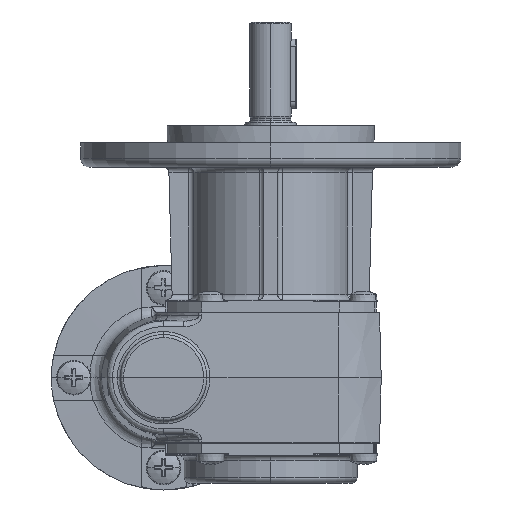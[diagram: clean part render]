
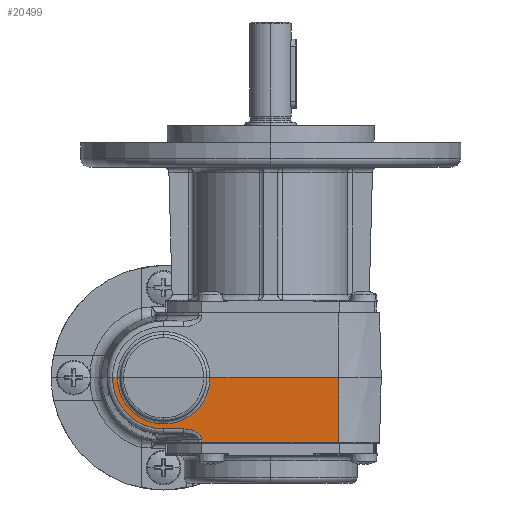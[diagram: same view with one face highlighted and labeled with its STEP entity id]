
A CAD part, left-side view. The second image highlights one B-rep face of the part: STEP entity #20499.
In plain terms, the highlighted planar face has unit normal (-1, 0, -0.026).
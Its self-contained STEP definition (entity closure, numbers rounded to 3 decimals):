
#1266 = EDGE_LOOP ( 'NONE', ( #14435, #14436, #20021, #14437, #14438, #14439, #14440, #20028, #14441, #14442 ) ) ;
#4166 = LINE ( 'NONE', #25897, #4168 ) ;
#4168 = VECTOR ( 'NONE', #25899, 1000. ) ;
#4600 = CARTESIAN_POINT ( 'NONE',  ( -32.5, 14.771, 0. ) ) ;
#4606 = CARTESIAN_POINT ( 'NONE',  ( -32.5, -50.691, 0. ) ) ;
#4992 = CARTESIAN_POINT ( 'NONE',  ( -32.112, 0., -14.824 ) ) ;
#4994 = CARTESIAN_POINT ( 'NONE',  ( -32.03, -11.026, -17.957 ) ) ;
#5000 = CARTESIAN_POINT ( 'NONE',  ( -32.112, -5.86, -14.824 ) ) ;
#5067 = CARTESIAN_POINT ( 'NONE',  ( -32.008, -10.992, -18.805 ) ) ;
#7359 = DIRECTION ( 'NONE',  ( 0., -1., 0. ) ) ;
#7364 = CARTESIAN_POINT ( 'NONE',  ( -32.5, -11.309, 0. ) ) ;
#7369 = CARTESIAN_POINT ( 'NONE',  ( -32.273, 14.802, -8.677 ) ) ;
#7370 = CARTESIAN_POINT ( 'NONE',  ( -32.112, -5.86, -14.824 ) ) ;
#7400 = CARTESIAN_POINT ( 'NONE',  ( -32.112, -6.415, -14.824 ) ) ;
#7401 = CARTESIAN_POINT ( 'NONE',  ( -32.5, 14.771, 0. ) ) ;
#7403 = CARTESIAN_POINT ( 'NONE',  ( -32.112, 8.677, -14.824 ) ) ;
#7404 = CARTESIAN_POINT ( 'NONE',  ( -32.112, 0., -14.824 ) ) ;
#7407 = CARTESIAN_POINT ( 'NONE',  ( -32.11, -6.959, -14.88 ) ) ;
#7408 = CARTESIAN_POINT ( 'NONE',  ( -32.106, -7.762, -15.048 ) ) ;
#7409 = CARTESIAN_POINT ( 'NONE',  ( -32.104, -8.027, -15.118 ) ) ;
#7410 = CARTESIAN_POINT ( 'NONE',  ( -32.1, -8.552, -15.29 ) ) ;
#7411 = CARTESIAN_POINT ( 'NONE',  ( -32.097, -8.811, -15.392 ) ) ;
#7412 = CARTESIAN_POINT ( 'NONE',  ( -32.091, -9.309, -15.629 ) ) ;
#7413 = CARTESIAN_POINT ( 'NONE',  ( -32.087, -9.55, -15.764 ) ) ;
#7414 = CARTESIAN_POINT ( 'NONE',  ( -32.079, -10.008, -16.08 ) ) ;
#7415 = CARTESIAN_POINT ( 'NONE',  ( -32.074, -10.22, -16.257 ) ) ;
#7416 = CARTESIAN_POINT ( 'NONE',  ( -32.066, -10.501, -16.562 ) ) ;
#7417 = CARTESIAN_POINT ( 'NONE',  ( -32.063, -10.59, -16.671 ) ) ;
#7418 = CARTESIAN_POINT ( 'NONE',  ( -32.057, -10.745, -16.9 ) ) ;
#7419 = CARTESIAN_POINT ( 'NONE',  ( -32.054, -10.813, -17.021 ) ) ;
#7420 = CARTESIAN_POINT ( 'NONE',  ( -32.048, -10.924, -17.275 ) ) ;
#7421 = CARTESIAN_POINT ( 'NONE',  ( -32.044, -10.967, -17.409 ) ) ;
#7422 = CARTESIAN_POINT ( 'NONE',  ( -32.037, -11.021, -17.679 ) ) ;
#7423 = CARTESIAN_POINT ( 'NONE',  ( -32.033, -11.032, -17.816 ) ) ;
#7424 = CARTESIAN_POINT ( 'NONE',  ( -32.03, -11.026, -17.957 ) ) ;
#7568 = DIRECTION ( 'NONE',  ( 0., -1., 0. ) ) ;
#7573 = CARTESIAN_POINT ( 'NONE',  ( -32.5, -11.309, 0. ) ) ;
#7636 = DIRECTION ( 'NONE',  ( 0., -1., 0. ) ) ;
#7641 = CARTESIAN_POINT ( 'NONE',  ( -32.112, -7.83, -14.824 ) ) ;
#9083 = CARTESIAN_POINT ( 'NONE',  ( -32.5, 13.4, 0. ) ) ;
#9094 = CARTESIAN_POINT ( 'NONE',  ( -32.15, 0., -13.376 ) ) ;
#9095 = CARTESIAN_POINT ( 'NONE',  ( -32.5, -13.4, 0. ) ) ;
#10667 = VERTEX_POINT ( 'NONE', #9083 ) ;
#10673 = VERTEX_POINT ( 'NONE', #9094 ) ;
#10675 = VERTEX_POINT ( 'NONE', #9095 ) ;
#10794 = AXIS2_PLACEMENT_3D ( 'NONE', #27239, #27274, #27275 ) ;
#14156 = CARTESIAN_POINT ( 'NONE',  ( -32.008, -50.553, -18.805 ) ) ;
#14435 = ORIENTED_EDGE ( 'NONE', *, *, #18052, .T. ) ;
#14436 = ORIENTED_EDGE ( 'NONE', *, *, #18050, .T. ) ;
#14437 = ORIENTED_EDGE ( 'NONE', *, *, #18927, .F. ) ;
#14438 = ORIENTED_EDGE ( 'NONE', *, *, #19005, .T. ) ;
#14439 = ORIENTED_EDGE ( 'NONE', *, *, #19052, .T. ) ;
#14440 = ORIENTED_EDGE ( 'NONE', *, *, #18955, .F. ) ;
#14441 = ORIENTED_EDGE ( 'NONE', *, *, #18964, .T. ) ;
#14442 = ORIENTED_EDGE ( 'NONE', *, *, #18931, .T. ) ;
#15882 =( BOUNDED_CURVE ( )  B_SPLINE_CURVE ( 3, ( #7401, #7369, #7403, #7404 ),
 .UNSPECIFIED., .F., .F. ) 
 B_SPLINE_CURVE_WITH_KNOTS ( ( 4, 4 ),
 ( 4.709, 6.283 ),
 .UNSPECIFIED. ) 
 CURVE ( )  GEOMETRIC_REPRESENTATION_ITEM ( )  RATIONAL_B_SPLINE_CURVE ( ( 1., 0.804, 0.804, 1. ) ) 
 REPRESENTATION_ITEM ( '' )  );
#15883 = B_SPLINE_CURVE_WITH_KNOTS ( 'NONE', 3,
 ( #7370, #7400, #7407, #7408, #7409, #7410, #7411, #7412, #7413, #7414, #7415, #7416, #7417, #7418, #7419, #7420, #7421, #7422, #7423, #7424 ),
 .UNSPECIFIED., .F., .F.,
 ( 4, 2, 2, 2, 2, 2, 2, 2, 2, 4 ),
 ( 0., 0.002, 0.002, 0.003, 0.004, 0.005, 0.005, 0.006, 0.006, 0.007 ),
 .UNSPECIFIED. ) ;
#15915 =( BOUNDED_CURVE ( )  B_SPLINE_CURVE ( 3, ( #18534, #18535, #18539, #18540 ),
 .UNSPECIFIED., .F., .T. ) 
 B_SPLINE_CURVE_WITH_KNOTS ( ( 4, 4 ),
 ( 4.714, 6.283 ),
 .UNSPECIFIED. ) 
 CURVE ( )  GEOMETRIC_REPRESENTATION_ITEM ( )  RATIONAL_B_SPLINE_CURVE ( ( 1., 0.805, 0.805, 1. ) ) 
 REPRESENTATION_ITEM ( '' )  );
#15931 =( BOUNDED_CURVE ( )  B_SPLINE_CURVE ( 3, ( #18697, #18698, #18703, #18704 ),
 .UNSPECIFIED., .F., .F. ) 
 B_SPLINE_CURVE_WITH_KNOTS ( ( 4, 4 ),
 ( 0., 1.569 ),
 .UNSPECIFIED. ) 
 CURVE ( )  GEOMETRIC_REPRESENTATION_ITEM ( )  RATIONAL_B_SPLINE_CURVE ( ( 1., 0.805, 0.805, 1. ) ) 
 REPRESENTATION_ITEM ( '' )  );
#18047 = EDGE_CURVE ( 'NONE', #23388, #23304, #26360, .T. ) ;
#18050 = EDGE_CURVE ( 'NONE', #23694, #23304, #4166, .T. ) ;
#18052 = EDGE_CURVE ( 'NONE', #23650, #23694, #26362, .T. ) ;
#18534 = CARTESIAN_POINT ( 'NONE',  ( -32.5, -13.4, 0. ) ) ;
#18535 = CARTESIAN_POINT ( 'NONE',  ( -32.295, -13.386, -7.839 ) ) ;
#18539 = CARTESIAN_POINT ( 'NONE',  ( -32.15, -7.839, -13.376 ) ) ;
#18540 = CARTESIAN_POINT ( 'NONE',  ( -32.15, 0., -13.376 ) ) ;
#18697 = CARTESIAN_POINT ( 'NONE',  ( -32.15, 0., -13.376 ) ) ;
#18698 = CARTESIAN_POINT ( 'NONE',  ( -32.15, 7.839, -13.376 ) ) ;
#18703 = CARTESIAN_POINT ( 'NONE',  ( -32.295, 13.386, -7.839 ) ) ;
#18704 = CARTESIAN_POINT ( 'NONE',  ( -32.5, 13.4, 0. ) ) ;
#18927 = EDGE_CURVE ( 'NONE', #10675, #23388, #28519, .T. ) ;
#18930 = EDGE_CURVE ( 'NONE', #23385, #23649, #15882, .T. ) ;
#18931 = EDGE_CURVE ( 'NONE', #23653, #23650, #15883, .T. ) ;
#18955 = EDGE_CURVE ( 'NONE', #23385, #10667, #28526, .T. ) ;
#18964 = EDGE_CURVE ( 'NONE', #23649, #23653, #28530, .T. ) ;
#19005 = EDGE_CURVE ( 'NONE', #10675, #10673, #15915, .T. ) ;
#19052 = EDGE_CURVE ( 'NONE', #10673, #10667, #15931, .T. ) ;
#20021 = ORIENTED_EDGE ( 'NONE', *, *, #18047, .F. ) ;
#20028 = ORIENTED_EDGE ( 'NONE', *, *, #18930, .T. ) ;
#20499 = ADVANCED_FACE ( 'NONE', ( #28921 ), #27243, .T. ) ;
#23304 = VERTEX_POINT ( 'NONE', #14156 ) ;
#23385 = VERTEX_POINT ( 'NONE', #4600 ) ;
#23388 = VERTEX_POINT ( 'NONE', #4606 ) ;
#23649 = VERTEX_POINT ( 'NONE', #4992 ) ;
#23650 = VERTEX_POINT ( 'NONE', #4994 ) ;
#23653 = VERTEX_POINT ( 'NONE', #5000 ) ;
#23694 = VERTEX_POINT ( 'NONE', #5067 ) ;
#25868 = CARTESIAN_POINT ( 'NONE',  ( -32.172, -50.6, -12.537 ) ) ;
#25887 = CARTESIAN_POINT ( 'NONE',  ( -32.015, -11.004, -18.522 ) ) ;
#25888 = CARTESIAN_POINT ( 'NONE',  ( -32.336, -50.646, -6.268 ) ) ;
#25889 = CARTESIAN_POINT ( 'NONE',  ( -32.5, -50.691, 0. ) ) ;
#25890 = CARTESIAN_POINT ( 'NONE',  ( -32.008, -50.553, -18.805 ) ) ;
#25897 = CARTESIAN_POINT ( 'NONE',  ( -32.008, -11.309, -18.805 ) ) ;
#25898 = CARTESIAN_POINT ( 'NONE',  ( -32.022, -11.015, -18.239 ) ) ;
#25899 = DIRECTION ( 'NONE',  ( 0., -1., 0. ) ) ;
#25902 = CARTESIAN_POINT ( 'NONE',  ( -32.03, -11.026, -17.957 ) ) ;
#25904 = CARTESIAN_POINT ( 'NONE',  ( -32.008, -10.992, -18.805 ) ) ;
#26360 = B_SPLINE_CURVE_WITH_KNOTS ( 'NONE', 3,
 ( #25889, #25888, #25868, #25890 ),
 .UNSPECIFIED., .F., .F.,
 ( 4, 4 ),
 ( 0., 0.019 ),
 .UNSPECIFIED. ) ;
#26362 =( BOUNDED_CURVE ( )  B_SPLINE_CURVE ( 3, ( #25902, #25898, #25887, #25904 ),
 .UNSPECIFIED., .F., .F. ) 
 B_SPLINE_CURVE_WITH_KNOTS ( ( 4, 4 ),
 ( 3.722, 3.724 ),
 .UNSPECIFIED. ) 
 CURVE ( )  GEOMETRIC_REPRESENTATION_ITEM ( )  RATIONAL_B_SPLINE_CURVE ( ( 1., 1., 1., 1. ) ) 
 REPRESENTATION_ITEM ( '' )  );
#27239 = CARTESIAN_POINT ( 'NONE',  ( -32.5, -11.309, 0. ) ) ;
#27243 = PLANE ( 'NONE',  #10794 ) ;
#27274 = DIRECTION ( 'NONE',  ( -1., 0., -0.026 ) ) ;
#27275 = DIRECTION ( 'NONE',  ( -0.026, 0., 1. ) ) ;
#28519 = LINE ( 'NONE', #7364, #28520 ) ;
#28520 = VECTOR ( 'NONE', #7359, 1000. ) ;
#28526 = LINE ( 'NONE', #7573, #28533 ) ;
#28530 = LINE ( 'NONE', #7641, #28538 ) ;
#28533 = VECTOR ( 'NONE', #7568, 1000. ) ;
#28538 = VECTOR ( 'NONE', #7636, 1000. ) ;
#28921 = FACE_OUTER_BOUND ( 'NONE', #1266, .T. ) ;
